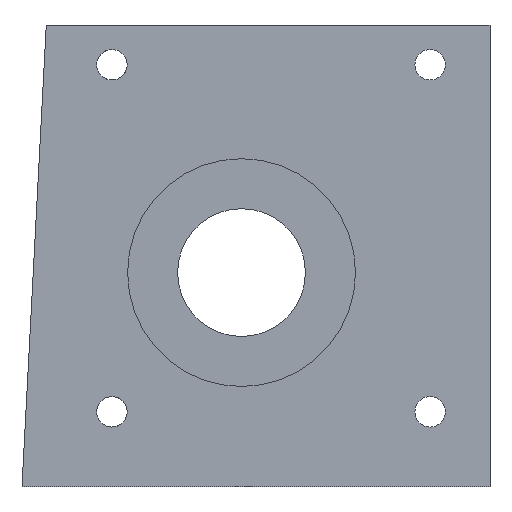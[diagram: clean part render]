
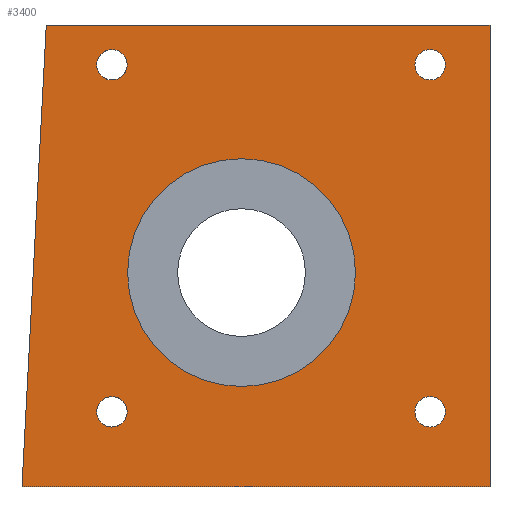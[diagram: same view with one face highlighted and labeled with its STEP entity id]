
A CAD part, front view. The second image highlights one B-rep face of the part: STEP entity #3400.
In plain terms, the highlighted planar face has unit normal (0, -1, 0).
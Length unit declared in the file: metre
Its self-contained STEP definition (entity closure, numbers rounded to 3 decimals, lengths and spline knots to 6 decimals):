
#140=CIRCLE('',#3673,0.00215);
#141=CIRCLE('',#3674,0.00215);
#142=CIRCLE('',#3675,0.00215);
#143=CIRCLE('',#3676,0.00215);
#144=CIRCLE('',#3677,0.01605);
#239=PLANE('',#3672);
#283=LINE('',#4745,#530);
#317=LINE('',#5143,#564);
#320=LINE('',#5149,#567);
#321=LINE('',#5151,#568);
#530=VECTOR('',#3900,1.);
#564=VECTOR('',#4068,1.);
#567=VECTOR('',#4073,1.);
#568=VECTOR('',#4076,1.);
#942=ORIENTED_EDGE('',*,*,#2008,.T.);
#943=ORIENTED_EDGE('',*,*,#2009,.T.);
#944=ORIENTED_EDGE('',*,*,#2010,.T.);
#945=ORIENTED_EDGE('',*,*,#2011,.T.);
#946=ORIENTED_EDGE('',*,*,#2012,.T.);
#947=ORIENTED_EDGE('',*,*,#2007,.F.);
#948=ORIENTED_EDGE('',*,*,#2003,.T.);
#949=ORIENTED_EDGE('',*,*,#1856,.F.);
#950=ORIENTED_EDGE('',*,*,#2006,.F.);
#1856=EDGE_CURVE('',#2393,#2391,#283,.T.);
#2003=EDGE_CURVE('',#2539,#2391,#317,.T.);
#2006=EDGE_CURVE('',#2540,#2393,#320,.T.);
#2007=EDGE_CURVE('',#2539,#2540,#321,.T.);
#2008=EDGE_CURVE('',#2541,#2541,#140,.T.);
#2009=EDGE_CURVE('',#2542,#2542,#141,.T.);
#2010=EDGE_CURVE('',#2543,#2543,#142,.T.);
#2011=EDGE_CURVE('',#2544,#2544,#143,.T.);
#2012=EDGE_CURVE('',#2545,#2545,#144,.T.);
#2391=VERTEX_POINT('',#4740);
#2393=VERTEX_POINT('',#4744);
#2539=VERTEX_POINT('',#5144);
#2540=VERTEX_POINT('',#5148);
#2541=VERTEX_POINT('',#5154);
#2542=VERTEX_POINT('',#5156);
#2543=VERTEX_POINT('',#5158);
#2544=VERTEX_POINT('',#5160);
#2545=VERTEX_POINT('',#5162);
#2893=EDGE_LOOP('',(#942));
#2894=EDGE_LOOP('',(#943));
#2895=EDGE_LOOP('',(#944));
#2896=EDGE_LOOP('',(#945));
#2897=EDGE_LOOP('',(#946));
#2898=EDGE_LOOP('',(#947,#948,#949,#950));
#3110=FACE_BOUND('',#2893,.T.);
#3111=FACE_BOUND('',#2894,.T.);
#3112=FACE_BOUND('',#2895,.T.);
#3113=FACE_BOUND('',#2896,.T.);
#3114=FACE_BOUND('',#2897,.T.);
#3115=FACE_BOUND('',#2898,.T.);
#3400=ADVANCED_FACE('',(#3110,#3111,#3112,#3113,#3114,#3115),#239,.T.);
#3672=AXIS2_PLACEMENT_3D('',#5152,#4077,#4078);
#3673=AXIS2_PLACEMENT_3D('',#5153,#4079,#4080);
#3674=AXIS2_PLACEMENT_3D('',#5155,#4081,#4082);
#3675=AXIS2_PLACEMENT_3D('',#5157,#4083,#4084);
#3676=AXIS2_PLACEMENT_3D('',#5159,#4085,#4086);
#3677=AXIS2_PLACEMENT_3D('',#5161,#4087,#4088);
#3900=DIRECTION('',(0.052,0.,0.999));
#4068=DIRECTION('',(-1.,0.,0.));
#4073=DIRECTION('',(-1.,0.,0.));
#4076=DIRECTION('',(0.,0.,-1.));
#4077=DIRECTION('',(0.,-1.,0.));
#4078=DIRECTION('',(-1.,0.,0.));
#4079=DIRECTION('',(0.,1.,0.));
#4080=DIRECTION('',(0.,0.,1.));
#4081=DIRECTION('',(0.,1.,0.));
#4082=DIRECTION('',(0.,0.,1.));
#4083=DIRECTION('',(0.,1.,0.));
#4084=DIRECTION('',(0.,0.,1.));
#4085=DIRECTION('',(0.,1.,0.));
#4086=DIRECTION('',(0.,0.,1.));
#4087=DIRECTION('',(0.,1.,0.));
#4088=DIRECTION('',(0.,0.,1.));
#4740=CARTESIAN_POINT('',(-0.267003,0.15745,-0.0239));
#4744=CARTESIAN_POINT('',(-0.270415,0.15745,-0.0889));
#4745=CARTESIAN_POINT('',(-0.268709,0.15745,-0.0564));
#5143=CARTESIAN_POINT('',(-0.253249,0.15745,-0.0239));
#5144=CARTESIAN_POINT('',(-0.204495,0.15745,-0.0239));
#5148=CARTESIAN_POINT('',(-0.204495,0.15745,-0.0889));
#5149=CARTESIAN_POINT('',(-0.237455,0.15745,-0.0889));
#5151=CARTESIAN_POINT('',(-0.204495,0.15745,-0.0564));
#5152=CARTESIAN_POINT('',(-0.219226,0.15745,-0.04545));
#5153=CARTESIAN_POINT('',(-0.212919,0.15745,-0.078341));
#5154=CARTESIAN_POINT('',(-0.212919,0.15745,-0.076191));
#5155=CARTESIAN_POINT('',(-0.257753,0.15745,-0.078341));
#5156=CARTESIAN_POINT('',(-0.257753,0.15745,-0.076191));
#5157=CARTESIAN_POINT('',(-0.257753,0.15745,-0.029459));
#5158=CARTESIAN_POINT('',(-0.257753,0.15745,-0.027309));
#5159=CARTESIAN_POINT('',(-0.212919,0.15745,-0.029459));
#5160=CARTESIAN_POINT('',(-0.212919,0.15745,-0.027309));
#5161=CARTESIAN_POINT('',(-0.239495,0.15745,-0.058738));
#5162=CARTESIAN_POINT('',(-0.239495,0.15745,-0.042688));
